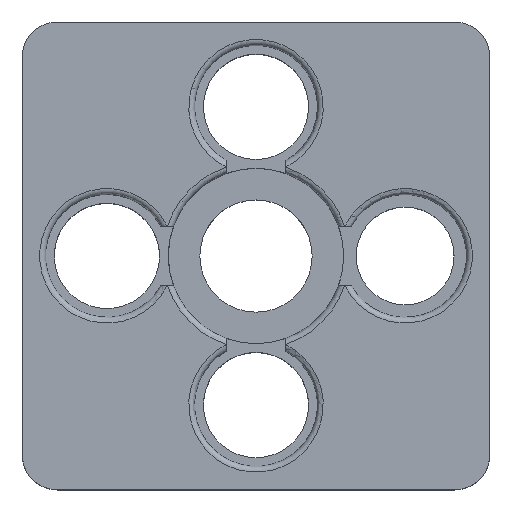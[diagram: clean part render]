
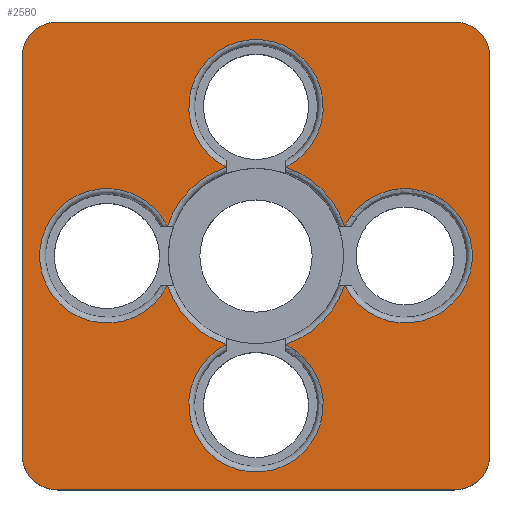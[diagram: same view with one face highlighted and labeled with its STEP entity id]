
A CAD part, top view. The second image highlights one B-rep face of the part: STEP entity #2580.
In plain terms, the highlighted planar face has unit normal (0, 0, 1).
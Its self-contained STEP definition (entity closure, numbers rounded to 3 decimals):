
#155=LINE('',#3614,#275);
#159=LINE('',#3624,#279);
#162=LINE('',#3632,#282);
#165=LINE('',#3640,#285);
#275=VECTOR('',#3012,1000.);
#279=VECTOR('',#3022,1000.);
#282=VECTOR('',#3031,1000.);
#285=VECTOR('',#3040,1000.);
#455=ORIENTED_EDGE('',*,*,#957,.T.);
#456=ORIENTED_EDGE('',*,*,#958,.T.);
#457=ORIENTED_EDGE('',*,*,#959,.T.);
#458=ORIENTED_EDGE('',*,*,#960,.T.);
#459=ORIENTED_EDGE('',*,*,#961,.T.);
#460=ORIENTED_EDGE('',*,*,#962,.T.);
#461=ORIENTED_EDGE('',*,*,#963,.T.);
#462=ORIENTED_EDGE('',*,*,#964,.T.);
#463=ORIENTED_EDGE('',*,*,#942,.T.);
#464=ORIENTED_EDGE('',*,*,#945,.T.);
#465=ORIENTED_EDGE('',*,*,#947,.T.);
#466=ORIENTED_EDGE('',*,*,#949,.T.);
#467=ORIENTED_EDGE('',*,*,#951,.T.);
#468=ORIENTED_EDGE('',*,*,#953,.T.);
#469=ORIENTED_EDGE('',*,*,#955,.T.);
#470=ORIENTED_EDGE('',*,*,#956,.T.);
#942=EDGE_CURVE('',#1201,#1200,#155,.T.);
#945=EDGE_CURVE('',#1200,#1202,#1327,.T.);
#947=EDGE_CURVE('',#1202,#1203,#159,.T.);
#949=EDGE_CURVE('',#1203,#1204,#1328,.T.);
#951=EDGE_CURVE('',#1204,#1205,#162,.T.);
#953=EDGE_CURVE('',#1205,#1206,#1329,.T.);
#955=EDGE_CURVE('',#1206,#1207,#165,.T.);
#956=EDGE_CURVE('',#1207,#1201,#1330,.T.);
#957=EDGE_CURVE('',#1208,#1209,#1331,.F.);
#958=EDGE_CURVE('',#1209,#1210,#1332,.F.);
#959=EDGE_CURVE('',#1210,#1211,#1333,.F.);
#960=EDGE_CURVE('',#1211,#1212,#1334,.F.);
#961=EDGE_CURVE('',#1212,#1213,#1335,.F.);
#962=EDGE_CURVE('',#1213,#1214,#1336,.F.);
#963=EDGE_CURVE('',#1214,#1215,#1337,.F.);
#964=EDGE_CURVE('',#1215,#1208,#1338,.F.);
#1200=VERTEX_POINT('',#3613);
#1201=VERTEX_POINT('',#3615);
#1202=VERTEX_POINT('',#3619);
#1203=VERTEX_POINT('',#3623);
#1204=VERTEX_POINT('',#3627);
#1205=VERTEX_POINT('',#3631);
#1206=VERTEX_POINT('',#3635);
#1207=VERTEX_POINT('',#3639);
#1208=VERTEX_POINT('',#3645);
#1209=VERTEX_POINT('',#3646);
#1210=VERTEX_POINT('',#3648);
#1211=VERTEX_POINT('',#3650);
#1212=VERTEX_POINT('',#3652);
#1213=VERTEX_POINT('',#3654);
#1214=VERTEX_POINT('',#3656);
#1215=VERTEX_POINT('',#3658);
#1327=CIRCLE('',#2725,3.);
#1328=CIRCLE('',#2728,3.);
#1329=CIRCLE('',#2731,3.);
#1330=CIRCLE('',#2734,3.);
#1331=CIRCLE('',#2736,5.75);
#1332=CIRCLE('',#2737,8.);
#1333=CIRCLE('',#2738,5.75);
#1334=CIRCLE('',#2739,8.);
#1335=CIRCLE('',#2740,5.75);
#1336=CIRCLE('',#2741,8.);
#1337=CIRCLE('',#2742,5.75);
#1338=CIRCLE('',#2743,8.);
#1435=EDGE_LOOP('',(#455,#456,#457,#458,#459,#460,#461,#462));
#1436=EDGE_LOOP('',(#463,#464,#465,#466,#467,#468,#469,#470));
#1581=FACE_BOUND('',#1435,.T.);
#1582=FACE_BOUND('',#1436,.T.);
#1712=PLANE('',#2735);
#2580=ADVANCED_FACE('',(#1581,#1582),#1712,.T.);
#2725=AXIS2_PLACEMENT_3D('',#3620,#3017,#3018);
#2728=AXIS2_PLACEMENT_3D('',#3628,#3026,#3027);
#2731=AXIS2_PLACEMENT_3D('',#3636,#3035,#3036);
#2734=AXIS2_PLACEMENT_3D('',#3642,#3043,#3044);
#2735=AXIS2_PLACEMENT_3D('',#3643,#3045,#3046);
#2736=AXIS2_PLACEMENT_3D('',#3644,#3047,#3048);
#2737=AXIS2_PLACEMENT_3D('',#3647,#3049,#3050);
#2738=AXIS2_PLACEMENT_3D('',#3649,#3051,#3052);
#2739=AXIS2_PLACEMENT_3D('',#3651,#3053,#3054);
#2740=AXIS2_PLACEMENT_3D('',#3653,#3055,#3056);
#2741=AXIS2_PLACEMENT_3D('',#3655,#3057,#3058);
#2742=AXIS2_PLACEMENT_3D('',#3657,#3059,#3060);
#2743=AXIS2_PLACEMENT_3D('',#3659,#3061,#3062);
#3012=DIRECTION('',(0.,-1.,0.));
#3017=DIRECTION('',(0.,0.,1.));
#3018=DIRECTION('',(1.,0.,0.));
#3022=DIRECTION('',(1.,0.,0.));
#3026=DIRECTION('',(0.,0.,1.));
#3027=DIRECTION('',(1.,0.,0.));
#3031=DIRECTION('',(0.,1.,0.));
#3035=DIRECTION('',(0.,0.,1.));
#3036=DIRECTION('',(1.,0.,0.));
#3040=DIRECTION('',(-1.,0.,0.));
#3043=DIRECTION('',(0.,0.,1.));
#3044=DIRECTION('',(1.,0.,0.));
#3045=DIRECTION('',(0.,0.,1.));
#3046=DIRECTION('',(1.,0.,0.));
#3047=DIRECTION('',(0.,0.,1.));
#3048=DIRECTION('',(1.,0.,0.));
#3049=DIRECTION('',(0.,0.,1.));
#3050=DIRECTION('',(1.,0.,0.));
#3051=DIRECTION('',(0.,0.,1.));
#3052=DIRECTION('',(1.,0.,0.));
#3053=DIRECTION('',(0.,0.,1.));
#3054=DIRECTION('',(1.,0.,0.));
#3055=DIRECTION('',(0.,0.,1.));
#3056=DIRECTION('',(1.,0.,0.));
#3057=DIRECTION('',(0.,0.,1.));
#3058=DIRECTION('',(1.,0.,0.));
#3059=DIRECTION('',(0.,0.,1.));
#3060=DIRECTION('',(1.,0.,0.));
#3061=DIRECTION('',(0.,0.,1.));
#3062=DIRECTION('',(1.,0.,0.));
#3613=CARTESIAN_POINT('',(-20.,-17.,15.));
#3614=CARTESIAN_POINT('',(-20.,17.,15.));
#3615=CARTESIAN_POINT('',(-20.,17.,15.));
#3619=CARTESIAN_POINT('',(-17.,-20.,15.));
#3620=CARTESIAN_POINT('',(-17.,-17.,15.));
#3623=CARTESIAN_POINT('',(17.,-20.,15.));
#3624=CARTESIAN_POINT('',(-17.,-20.,15.));
#3627=CARTESIAN_POINT('',(20.,-17.,15.));
#3628=CARTESIAN_POINT('',(17.,-17.,15.));
#3631=CARTESIAN_POINT('',(20.,17.,15.));
#3632=CARTESIAN_POINT('',(20.,-17.,15.));
#3635=CARTESIAN_POINT('',(17.,20.,15.));
#3636=CARTESIAN_POINT('',(17.,17.,15.));
#3639=CARTESIAN_POINT('',(-17.,20.,15.));
#3640=CARTESIAN_POINT('',(17.,20.,15.));
#3642=CARTESIAN_POINT('',(-17.,17.,15.));
#3643=CARTESIAN_POINT('',(-17.,-17.,15.));
#3644=CARTESIAN_POINT('',(12.75,0.,15.));
#3645=CARTESIAN_POINT('',(7.588,2.534,15.));
#3646=CARTESIAN_POINT('',(7.588,-2.534,15.));
#3647=CARTESIAN_POINT('',(0.,0.,15.));
#3648=CARTESIAN_POINT('',(2.534,-7.588,15.));
#3649=CARTESIAN_POINT('',(0.,-12.75,15.));
#3650=CARTESIAN_POINT('',(-2.534,-7.588,15.));
#3651=CARTESIAN_POINT('',(0.,0.,15.));
#3652=CARTESIAN_POINT('',(-7.588,-2.534,15.));
#3653=CARTESIAN_POINT('',(-12.75,0.,15.));
#3654=CARTESIAN_POINT('',(-7.588,2.534,15.));
#3655=CARTESIAN_POINT('',(0.,0.,15.));
#3656=CARTESIAN_POINT('',(-2.534,7.588,15.));
#3657=CARTESIAN_POINT('',(0.,12.75,15.));
#3658=CARTESIAN_POINT('',(2.534,7.588,15.));
#3659=CARTESIAN_POINT('',(0.,0.,15.));
